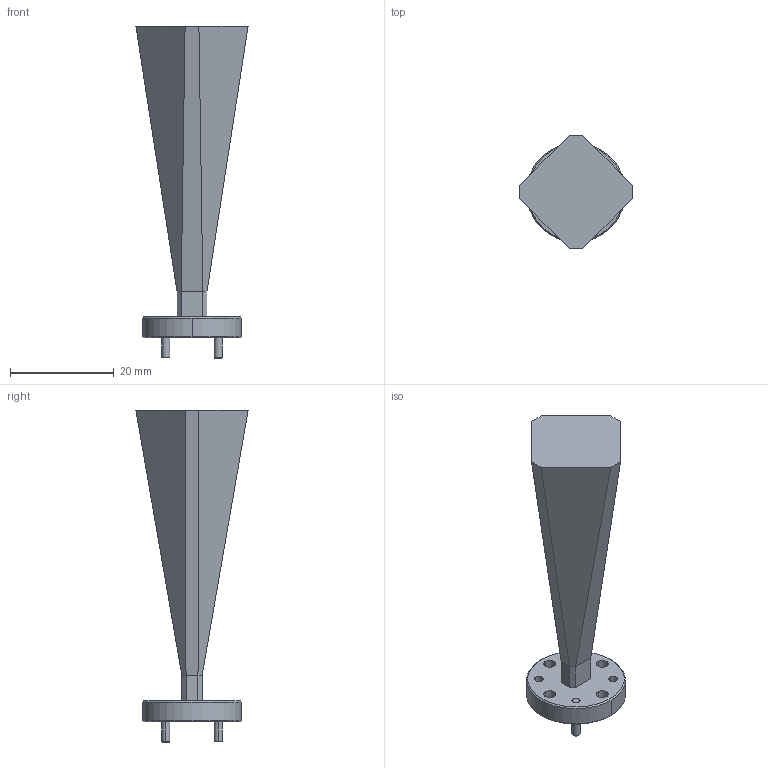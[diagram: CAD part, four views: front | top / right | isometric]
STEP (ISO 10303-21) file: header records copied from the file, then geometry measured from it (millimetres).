
FILE_DESCRIPTION (( 'STEP AP214' ), '1' );
FILE_NAME ('AA-V1-A.STEP', '2024-05-24T21:43:55', ( '' ), ( '' ), 'SwSTEP 2.0', 'SolidWorks 2021', '' );
FILE_SCHEMA (( 'AUTOMOTIVE_DESIGN' ));
Length unit declared in the file: inch
Products named in the file (1): AA-V1-A
Bounding box: 21.58 x 21.58 x 63.87 mm (x, y, z)
Volume: 7844.2 mm3; surface area: 3517.8 mm2
Topology: 3 solids, 3 shells, 86 faces, 216 edges, 140 vertices
Faces by surface type: plane 38, cylinder 36, cone 12
Entity records: 3795 total; most frequent: DIRECTION 482, CARTESIAN_POINT 443, ORIENTED_EDGE 432, EDGE_CURVE 216, AXIS2_PLACEMENT_3D 179, VERTEX_POINT 140, VECTOR 124, LINE 124
